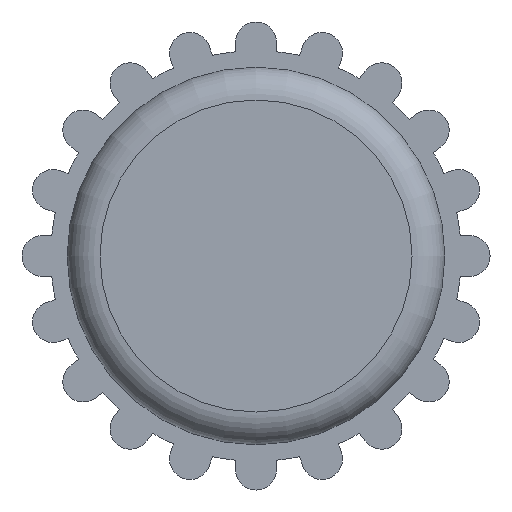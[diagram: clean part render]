
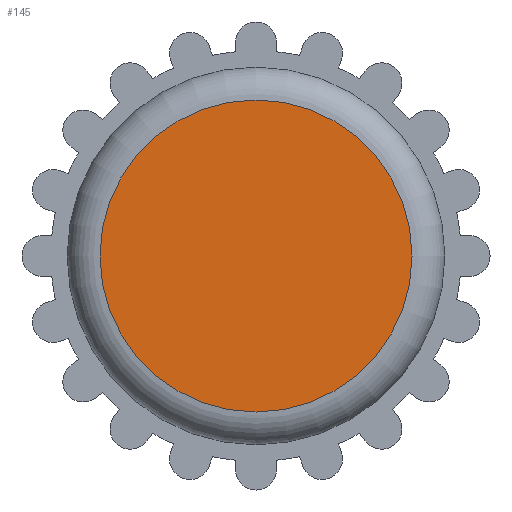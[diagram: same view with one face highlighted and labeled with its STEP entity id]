
A CAD part, front view. The second image highlights one B-rep face of the part: STEP entity #145.
In plain terms, the highlighted planar face has unit normal (0, -1, 0).
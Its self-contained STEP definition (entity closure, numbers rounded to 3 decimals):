
#145 = ADVANCED_FACE( '', ( #354 ), #355, .F. );
#354 = FACE_OUTER_BOUND( '', #627, .T. );
#355 = PLANE( '', #628 );
#627 = EDGE_LOOP( '', ( #976 ) );
#628 = AXIS2_PLACEMENT_3D( '', #977, #978, #979 );
#976 = ORIENTED_EDGE( '', *, *, #1760, .T. );
#977 = CARTESIAN_POINT( '', ( 9.5, 0., 0. ) );
#978 = DIRECTION( '', ( 0., 1., 0. ) );
#979 = DIRECTION( '', ( 0., 0., 1. ) );
#1760 = EDGE_CURVE( '', #2152, #2152, #2153, .T. );
#2152 = VERTEX_POINT( '', #2698 );
#2153 = CIRCLE( '', #2699, 9.5 );
#2698 = CARTESIAN_POINT( '', ( 0., 0., -9.5 ) );
#2699 = AXIS2_PLACEMENT_3D( '', #3256, #3257, #3258 );
#3256 = CARTESIAN_POINT( '', ( 0., 0., 0. ) );
#3257 = DIRECTION( '', ( 0., -1., 0. ) );
#3258 = DIRECTION( '', ( 0., 0., -1. ) );
